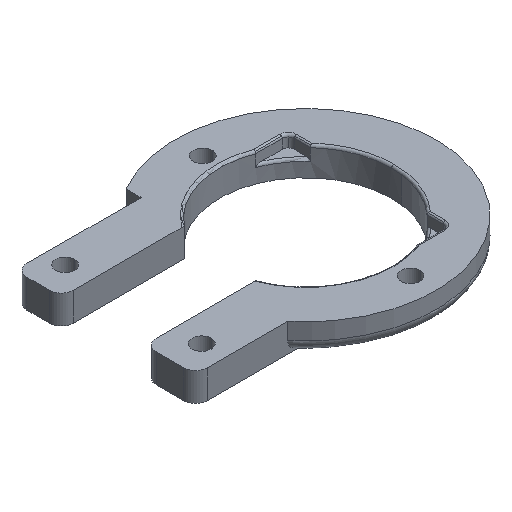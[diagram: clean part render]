
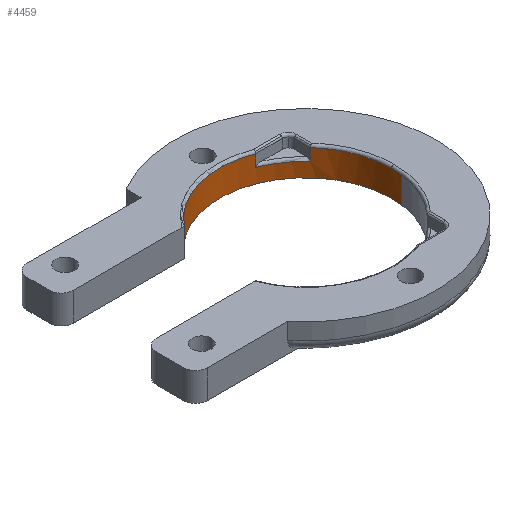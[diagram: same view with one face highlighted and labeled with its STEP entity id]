
A CAD part, isometric view. The second image highlights one B-rep face of the part: STEP entity #4459.
In plain terms, the highlighted cylindrical face has radius 14.5 mm (diameter 29 mm), a partial arc.
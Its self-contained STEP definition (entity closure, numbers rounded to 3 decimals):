
#64=CARTESIAN_POINT('',(10.32,8.245,2.187));
#65=VERTEX_POINT('',#64);
#81=CARTESIAN_POINT('',(15.795,4.54,2.187));
#82=VERTEX_POINT('',#81);
#83=CARTESIAN_POINT('',(5.145,-5.3,2.187));
#84=DIRECTION('',(-0.,0.,1.));
#85=DIRECTION('',(-1.,0.,-0.));
#86=AXIS2_PLACEMENT_3D('',#83,#84,#85);
#87=CIRCLE('',#86,14.5);
#88=EDGE_CURVE('',#82,#65,#87,.T.);
#742=CARTESIAN_POINT('',(19.645,-5.3,4.187));
#743=VERTEX_POINT('',#742);
#846=CARTESIAN_POINT('',(15.795,4.54,4.187));
#847=VERTEX_POINT('',#846);
#885=CARTESIAN_POINT('',(15.795,-15.14,4.187));
#886=CARTESIAN_POINT('',(16.101,-14.809,4.187));
#887=CARTESIAN_POINT('',(16.391,-14.464,4.187));
#888=CARTESIAN_POINT('',(16.665,-14.106,4.187));
#889=CARTESIAN_POINT('',(16.939,-13.748,4.187));
#890=CARTESIAN_POINT('',(17.196,-13.377,4.187));
#891=CARTESIAN_POINT('',(17.435,-12.995,4.187));
#892=CARTESIAN_POINT('',(17.674,-12.613,4.187));
#893=CARTESIAN_POINT('',(17.895,-12.22,4.187));
#894=CARTESIAN_POINT('',(18.098,-11.817,4.187));
#895=CARTESIAN_POINT('',(18.3,-11.415,4.187));
#896=CARTESIAN_POINT('',(18.484,-11.003,4.187));
#897=CARTESIAN_POINT('',(18.648,-10.583,4.187));
#898=CARTESIAN_POINT('',(18.813,-10.164,4.187));
#899=CARTESIAN_POINT('',(18.957,-9.736,4.187));
#900=CARTESIAN_POINT('',(19.082,-9.303,4.187));
#901=CARTESIAN_POINT('',(19.206,-8.87,4.187));
#902=CARTESIAN_POINT('',(19.31,-8.431,4.187));
#903=CARTESIAN_POINT('',(19.394,-7.988,4.187));
#904=CARTESIAN_POINT('',(19.477,-7.545,4.187));
#905=CARTESIAN_POINT('',(19.54,-7.099,4.187));
#906=CARTESIAN_POINT('',(19.582,-6.65,4.187));
#907=CARTESIAN_POINT('',(19.624,-6.201,4.187));
#908=CARTESIAN_POINT('',(19.645,-5.751,4.187));
#909=CARTESIAN_POINT('',(19.645,-5.3,4.187));
#910=CARTESIAN_POINT('',(19.645,-4.849,4.187));
#911=CARTESIAN_POINT('',(19.624,-4.399,4.187));
#912=CARTESIAN_POINT('',(19.582,-3.95,4.187));
#913=CARTESIAN_POINT('',(19.54,-3.501,4.187));
#914=CARTESIAN_POINT('',(19.477,-3.055,4.187));
#915=CARTESIAN_POINT('',(19.394,-2.612,4.187));
#916=CARTESIAN_POINT('',(19.31,-2.169,4.187));
#917=CARTESIAN_POINT('',(19.206,-1.73,4.187));
#918=CARTESIAN_POINT('',(19.082,-1.297,4.187));
#919=CARTESIAN_POINT('',(18.957,-0.864,4.187));
#920=CARTESIAN_POINT('',(18.813,-0.436,4.187));
#921=CARTESIAN_POINT('',(18.648,-0.017,4.187));
#922=CARTESIAN_POINT('',(18.484,0.403,4.187));
#923=CARTESIAN_POINT('',(18.3,0.815,4.187));
#924=CARTESIAN_POINT('',(18.098,1.217,4.187));
#925=CARTESIAN_POINT('',(17.895,1.62,4.187));
#926=CARTESIAN_POINT('',(17.674,2.013,4.187));
#927=CARTESIAN_POINT('',(17.435,2.395,4.187));
#928=CARTESIAN_POINT('',(17.196,2.777,4.187));
#929=CARTESIAN_POINT('',(16.939,3.148,4.187));
#930=CARTESIAN_POINT('',(16.665,3.506,4.187));
#931=CARTESIAN_POINT('',(16.391,3.864,4.187));
#932=CARTESIAN_POINT('',(16.101,4.209,4.187));
#933=CARTESIAN_POINT('',(15.795,4.54,4.187));
#934=B_SPLINE_CURVE_WITH_KNOTS('',3,(#885,#886,#887,#888,#889,#890,#891,#892,#893,#894,#895,#896,#897,#898,#899,#900,#901,#902,#903,#904,#905,#906,#907,#908,#909,#910,
#911,#912,#913,#914,#915,#916,#917,#918,#919,#920,#921,#922,#923,#924,#925,#926,#927,#928,#929,#930,#931,#932,#933),.UNSPECIFIED.,.F.,.F.,(4,3,3,3,3,3,3,3,3,3,3,3,3,3,3,3,4),(317.264,322.606,327.948,333.29,338.632,343.974,349.316,354.658,360.,365.342,370.684,376.026,381.368,386.71,392.052,397.394,402.736),.UNSPECIFIED.);
#935=EDGE_CURVE('',#743,#847,#934,.T.);
#1226=CARTESIAN_POINT('',(10.32,8.245,4.187));
#1227=VERTEX_POINT('',#1226);
#1228=CARTESIAN_POINT('',(-6.529,3.3,4.187));
#1229=VERTEX_POINT('',#1228);
#1230=CARTESIAN_POINT('',(5.145,-5.3,4.187));
#1231=DIRECTION('',(-0.,0.,1.));
#1232=DIRECTION('',(-1.,0.,-0.));
#1233=AXIS2_PLACEMENT_3D('',#1230,#1231,#1232);
#1234=CIRCLE('',#1233,14.5);
#1235=EDGE_CURVE('',#1227,#1229,#1234,.T.);
#1311=CARTESIAN_POINT('',(10.32,8.245,4.187));
#1312=DIRECTION('',(0.,-0.,-1.));
#1313=VECTOR('',#1312,2.);
#1314=LINE('',#1311,#1313);
#1315=EDGE_CURVE('',#1227,#65,#1314,.T.);
#1364=CARTESIAN_POINT('',(15.795,4.54,2.187));
#1365=DIRECTION('',(-0.,0.,1.));
#1366=VECTOR('',#1365,2.);
#1367=LINE('',#1364,#1366);
#1368=EDGE_CURVE('',#82,#847,#1367,.T.);
#1492=CARTESIAN_POINT('',(19.529,-7.132,-0.213));
#1493=VERTEX_POINT('',#1492);
#1494=CARTESIAN_POINT('',(19.529,-7.132,4.187));
#1495=VERTEX_POINT('',#1494);
#1496=CARTESIAN_POINT('',(19.529,-7.132,-0.213));
#1497=DIRECTION('',(-0.,-0.,1.));
#1498=VECTOR('',#1497,4.4);
#1499=LINE('',#1496,#1498);
#1500=EDGE_CURVE('',#1493,#1495,#1499,.T.);
#3381=CARTESIAN_POINT('',(-6.529,3.3,-0.213));
#3382=VERTEX_POINT('',#3381);
#3389=CARTESIAN_POINT('',(-6.529,3.3,-0.213));
#3390=DIRECTION('',(-0.,0.,1.));
#3391=VECTOR('',#3390,4.4);
#3392=LINE('',#3389,#3391);
#3393=EDGE_CURVE('',#3382,#1229,#3392,.T.);
#4000=CARTESIAN_POINT('',(5.145,-5.3,-0.213));
#4001=DIRECTION('',(0.,-0.,-1.));
#4002=DIRECTION('',(1.,0.,0.));
#4003=AXIS2_PLACEMENT_3D('',#4000,#4001,#4002);
#4004=CIRCLE('',#4003,14.5);
#4005=EDGE_CURVE('',#3382,#1493,#4004,.T.);
#4336=CARTESIAN_POINT('',(15.795,-15.14,4.187));
#4337=CARTESIAN_POINT('',(16.101,-14.809,4.187));
#4338=CARTESIAN_POINT('',(16.391,-14.464,4.187));
#4339=CARTESIAN_POINT('',(16.665,-14.106,4.187));
#4340=CARTESIAN_POINT('',(16.939,-13.748,4.187));
#4341=CARTESIAN_POINT('',(17.196,-13.377,4.187));
#4342=CARTESIAN_POINT('',(17.435,-12.995,4.187));
#4343=CARTESIAN_POINT('',(17.674,-12.613,4.187));
#4344=CARTESIAN_POINT('',(17.895,-12.22,4.187));
#4345=CARTESIAN_POINT('',(18.098,-11.817,4.187));
#4346=CARTESIAN_POINT('',(18.3,-11.415,4.187));
#4347=CARTESIAN_POINT('',(18.484,-11.003,4.187));
#4348=CARTESIAN_POINT('',(18.648,-10.583,4.187));
#4349=CARTESIAN_POINT('',(18.813,-10.164,4.187));
#4350=CARTESIAN_POINT('',(18.957,-9.736,4.187));
#4351=CARTESIAN_POINT('',(19.082,-9.303,4.187));
#4352=CARTESIAN_POINT('',(19.206,-8.87,4.187));
#4353=CARTESIAN_POINT('',(19.31,-8.431,4.187));
#4354=CARTESIAN_POINT('',(19.394,-7.988,4.187));
#4355=CARTESIAN_POINT('',(19.477,-7.545,4.187));
#4356=CARTESIAN_POINT('',(19.54,-7.099,4.187));
#4357=CARTESIAN_POINT('',(19.582,-6.65,4.187));
#4358=CARTESIAN_POINT('',(19.624,-6.201,4.187));
#4359=CARTESIAN_POINT('',(19.645,-5.751,4.187));
#4360=CARTESIAN_POINT('',(19.645,-5.3,4.187));
#4361=CARTESIAN_POINT('',(19.645,-4.849,4.187));
#4362=CARTESIAN_POINT('',(19.624,-4.399,4.187));
#4363=CARTESIAN_POINT('',(19.582,-3.95,4.187));
#4364=CARTESIAN_POINT('',(19.54,-3.501,4.187));
#4365=CARTESIAN_POINT('',(19.477,-3.055,4.187));
#4366=CARTESIAN_POINT('',(19.394,-2.612,4.187));
#4367=CARTESIAN_POINT('',(19.31,-2.169,4.187));
#4368=CARTESIAN_POINT('',(19.206,-1.73,4.187));
#4369=CARTESIAN_POINT('',(19.082,-1.297,4.187));
#4370=CARTESIAN_POINT('',(18.957,-0.864,4.187));
#4371=CARTESIAN_POINT('',(18.813,-0.436,4.187));
#4372=CARTESIAN_POINT('',(18.648,-0.017,4.187));
#4373=CARTESIAN_POINT('',(18.484,0.403,4.187));
#4374=CARTESIAN_POINT('',(18.3,0.815,4.187));
#4375=CARTESIAN_POINT('',(18.098,1.217,4.187));
#4376=CARTESIAN_POINT('',(17.895,1.62,4.187));
#4377=CARTESIAN_POINT('',(17.674,2.013,4.187));
#4378=CARTESIAN_POINT('',(17.435,2.395,4.187));
#4379=CARTESIAN_POINT('',(17.196,2.777,4.187));
#4380=CARTESIAN_POINT('',(16.939,3.148,4.187));
#4381=CARTESIAN_POINT('',(16.665,3.506,4.187));
#4382=CARTESIAN_POINT('',(16.391,3.864,4.187));
#4383=CARTESIAN_POINT('',(16.101,4.209,4.187));
#4384=CARTESIAN_POINT('',(15.795,4.54,4.187));
#4385=B_SPLINE_CURVE_WITH_KNOTS('',3,(#4336,#4337,#4338,#4339,#4340,#4341,#4342,#4343,#4344,#4345,#4346,#4347,#4348,#4349,#4350,#4351,#4352,#4353,#4354,#4355,#4356,#4357,#4358,#4359,#4360,#4361,
#4362,#4363,#4364,#4365,#4366,#4367,#4368,#4369,#4370,#4371,#4372,#4373,#4374,#4375,#4376,#4377,#4378,#4379,#4380,#4381,#4382,#4383,#4384),.UNSPECIFIED.,.F.,.F.,(4,3,3,3,3,3,3,3,3,3,3,3,3,3,3,3,4),(317.264,322.606,327.948,333.29,338.632,343.974,349.316,354.658,360.,365.342,370.684,376.026,381.368,386.71,392.052,397.394,402.736),.UNSPECIFIED.);
#4386=EDGE_CURVE('',#1495,#743,#4385,.T.);
#4443=CARTESIAN_POINT('',(5.145,-5.3,-0.213));
#4444=DIRECTION('',(0.,0.,-1.));
#4445=DIRECTION('',(0.992,-0.126,0.));
#4446=AXIS2_PLACEMENT_3D('',#4443,#4444,#4445);
#4447=CYLINDRICAL_SURFACE('',#4446,14.5);
#4448=ORIENTED_EDGE('',*,*,#1500,.T.);
#4449=ORIENTED_EDGE('',*,*,#4386,.T.);
#4450=ORIENTED_EDGE('',*,*,#935,.T.);
#4451=ORIENTED_EDGE('',*,*,#1368,.F.);
#4452=ORIENTED_EDGE('',*,*,#88,.T.);
#4453=ORIENTED_EDGE('',*,*,#1315,.F.);
#4454=ORIENTED_EDGE('',*,*,#1235,.T.);
#4455=ORIENTED_EDGE('',*,*,#3393,.F.);
#4456=ORIENTED_EDGE('',*,*,#4005,.T.);
#4457=EDGE_LOOP('',(#4448,#4449,#4450,#4451,#4452,#4453,#4454,#4455,#4456));
#4458=FACE_BOUND('',#4457,.T.);
#4459=ADVANCED_FACE('',(#4458),#4447,.F.);
